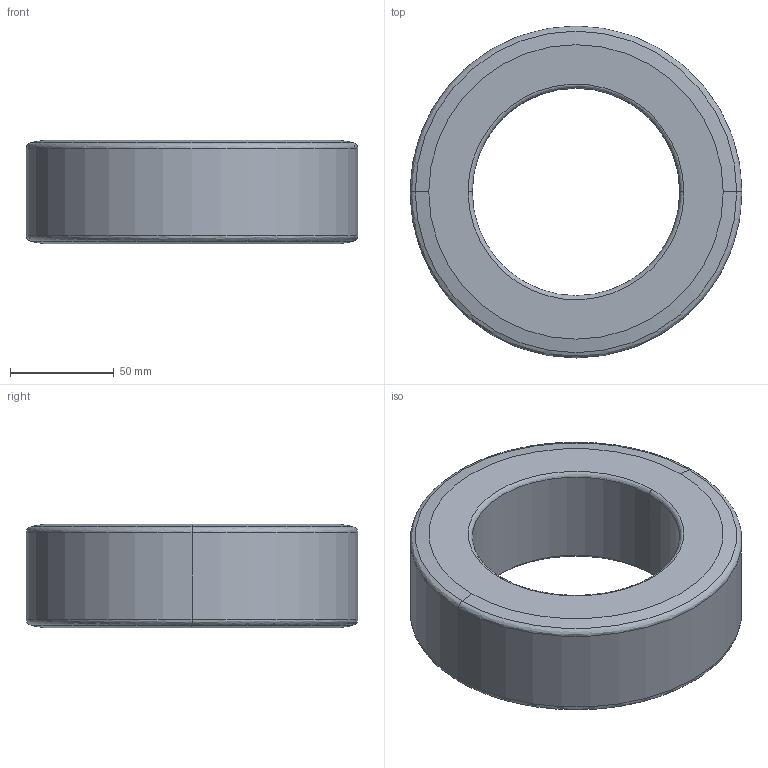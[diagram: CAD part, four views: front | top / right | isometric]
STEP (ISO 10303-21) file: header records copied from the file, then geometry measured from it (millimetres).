
FILE_DESCRIPTION (( 'STEP AP214' ), '1' );
FILE_NAME ('0016476.step', '2022-09-20T09:07:41', ( '' ), ( '' ), 'SwSTEP 2.0', 'SolidWorks 2020', '' );
FILE_SCHEMA (( 'AUTOMOTIVE_DESIGN' ));
Length unit declared in the file: inch
Products named in the file (1): 0016476
Bounding box: 160 x 160 x 50 mm (x, y, z)
Volume: 603513.2 mm3; surface area: 62391.7 mm2
Topology: 1 solids, 1 shells, 18 faces, 36 edges, 20 vertices
Faces by surface type: bspline 6, cone 6, cylinder 4, plane 2
Entity records: 812 total; most frequent: CARTESIAN_POINT 171, DIRECTION 84, ORIENTED_EDGE 72, AXIS2_PLACEMENT_3D 37, EDGE_CURVE 36, CIRCLE 24, DIMENSIONAL_EXPONENTS 21, UNCERTAINTY_MEASURE_WITH_UNIT 21
